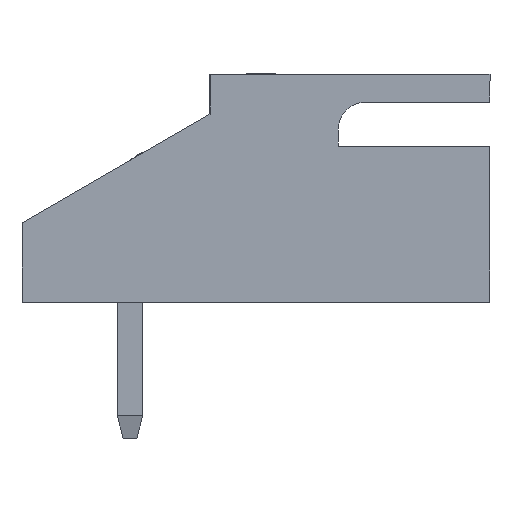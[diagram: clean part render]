
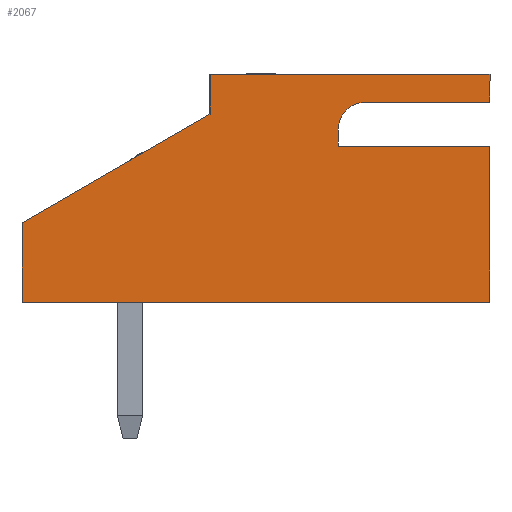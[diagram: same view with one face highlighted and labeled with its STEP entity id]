
A CAD part, left-side view. The second image highlights one B-rep face of the part: STEP entity #2067.
In plain terms, the highlighted planar face has unit normal (-1, 0, 0).
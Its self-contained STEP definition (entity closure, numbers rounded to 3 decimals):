
#5 = EDGE_CURVE ( 'NONE', #8648, #8570, #2758, .T. ) ;
#308 = CARTESIAN_POINT ( 'NONE',  ( -5., -3.9, 2.15 ) ) ;
#622 = CARTESIAN_POINT ( 'NONE',  ( -5., -7., -2.85 ) ) ;
#826 = CARTESIAN_POINT ( 'NONE',  ( -5., -7., 2.85 ) ) ;
#884 = VERTEX_POINT ( 'NONE', #11020 ) ;
#904 = CARTESIAN_POINT ( 'NONE',  ( -5., -3.2, 1.05 ) ) ;
#1214 = LINE ( 'NONE', #12252, #9369 ) ;
#1234 = VERTEX_POINT ( 'NONE', #904 ) ;
#1342 = LINE ( 'NONE', #6499, #2643 ) ;
#1472 = VECTOR ( 'NONE', #15612, 1000. ) ;
#1893 = CARTESIAN_POINT ( 'NONE',  ( -5., 0., 1.85 ) ) ;
#2041 = EDGE_CURVE ( 'NONE', #10909, #3038, #3159, .T. ) ;
#2067 = ADVANCED_FACE ( 'NONE', ( #12153 ), #9865, .F. ) ;
#2251 = DIRECTION ( 'NONE',  ( 0., 1., 0. ) ) ;
#2572 = DIRECTION ( 'NONE',  ( 0., -1., 0. ) ) ;
#2574 = CARTESIAN_POINT ( 'NONE',  ( -5., 0., 1.85 ) ) ;
#2626 = ORIENTED_EDGE ( 'NONE', *, *, #9035, .T. ) ;
#2643 = VECTOR ( 'NONE', #2793, 1000. ) ;
#2732 = EDGE_CURVE ( 'NONE', #884, #10909, #9343, .T. ) ;
#2758 = LINE ( 'NONE', #7721, #3497 ) ;
#2793 = DIRECTION ( 'NONE',  ( 0., 0., 1. ) ) ;
#2970 = LINE ( 'NONE', #10497, #3913 ) ;
#3038 = VERTEX_POINT ( 'NONE', #15093 ) ;
#3159 = LINE ( 'NONE', #7277, #3336 ) ;
#3277 = DIRECTION ( 'NONE',  ( 0., -1., 0. ) ) ;
#3336 = VECTOR ( 'NONE', #2251, 1000. ) ;
#3390 = EDGE_LOOP ( 'NONE', ( #6732, #9587, #10915, #6910, #7116, #10967, #13330, #2626, #11491, #6568, #12330 ) ) ;
#3497 = VECTOR ( 'NONE', #12504, 1000. ) ;
#3898 = VERTEX_POINT ( 'NONE', #2574 ) ;
#3913 = VECTOR ( 'NONE', #3277, 1000. ) ;
#4464 = EDGE_CURVE ( 'NONE', #5408, #8570, #5023, .T. ) ;
#4948 = LINE ( 'NONE', #9903, #7278 ) ;
#5023 = LINE ( 'NONE', #10969, #12977 ) ;
#5209 = CARTESIAN_POINT ( 'NONE',  ( -5., -3.2, 1.45 ) ) ;
#5408 = VERTEX_POINT ( 'NONE', #308 ) ;
#5410 = VERTEX_POINT ( 'NONE', #11533 ) ;
#5887 = CARTESIAN_POINT ( 'NONE',  ( -5., -7., 2.85 ) ) ;
#6499 = CARTESIAN_POINT ( 'NONE',  ( -5., -3.2, 2.15 ) ) ;
#6568 = ORIENTED_EDGE ( 'NONE', *, *, #2041, .F. ) ;
#6732 = ORIENTED_EDGE ( 'NONE', *, *, #15672, .F. ) ;
#6910 = ORIENTED_EDGE ( 'NONE', *, *, #4464, .T. ) ;
#6914 = DIRECTION ( 'NONE',  ( 1., 0., 0. ) ) ;
#6929 = CIRCLE ( 'NONE', #15530, 0.7 ) ;
#7116 = ORIENTED_EDGE ( 'NONE', *, *, #5, .F. ) ;
#7277 = CARTESIAN_POINT ( 'NONE',  ( -5., -7., -2.85 ) ) ;
#7278 = VECTOR ( 'NONE', #14895, 1000. ) ;
#7544 = CARTESIAN_POINT ( 'NONE',  ( -5., -7., 2.85 ) ) ;
#7721 = CARTESIAN_POINT ( 'NONE',  ( -5., -7., 2.85 ) ) ;
#8050 = AXIS2_PLACEMENT_3D ( 'NONE', #7544, #12332, #2572 ) ;
#8454 = LINE ( 'NONE', #11013, #11621 ) ;
#8570 = VERTEX_POINT ( 'NONE', #14609 ) ;
#8648 = VERTEX_POINT ( 'NONE', #826 ) ;
#8677 = EDGE_CURVE ( 'NONE', #13802, #5408, #6929, .T. ) ;
#8699 = DIRECTION ( 'NONE',  ( 0., 0., -1. ) ) ;
#8722 = VERTEX_POINT ( 'NONE', #13191 ) ;
#9035 = EDGE_CURVE ( 'NONE', #3898, #5410, #15712, .T. ) ;
#9343 = LINE ( 'NONE', #5887, #1472 ) ;
#9369 = VECTOR ( 'NONE', #8699, 1000. ) ;
#9587 = ORIENTED_EDGE ( 'NONE', *, *, #15869, .T. ) ;
#9865 = PLANE ( 'NONE',  #8050 ) ;
#9903 = CARTESIAN_POINT ( 'NONE',  ( -5., 0., 2.85 ) ) ;
#9972 = DIRECTION ( 'NONE',  ( 0., -1., 0. ) ) ;
#10154 = EDGE_CURVE ( 'NONE', #8648, #8722, #8454, .T. ) ;
#10497 = CARTESIAN_POINT ( 'NONE',  ( -5., -3.2, 1.05 ) ) ;
#10909 = VERTEX_POINT ( 'NONE', #622 ) ;
#10915 = ORIENTED_EDGE ( 'NONE', *, *, #8677, .T. ) ;
#10967 = ORIENTED_EDGE ( 'NONE', *, *, #10154, .T. ) ;
#10969 = CARTESIAN_POINT ( 'NONE',  ( -5., -3.2, 2.15 ) ) ;
#11013 = CARTESIAN_POINT ( 'NONE',  ( -5., -7., 2.85 ) ) ;
#11020 = CARTESIAN_POINT ( 'NONE',  ( -5., -7., 1.05 ) ) ;
#11354 = VECTOR ( 'NONE', #12870, 1000. ) ;
#11491 = ORIENTED_EDGE ( 'NONE', *, *, #14627, .T. ) ;
#11533 = CARTESIAN_POINT ( 'NONE',  ( -5., 4.7, -0.864 ) ) ;
#11621 = VECTOR ( 'NONE', #16019, 1000. ) ;
#12153 = FACE_OUTER_BOUND ( 'NONE', #3390, .T. ) ;
#12252 = CARTESIAN_POINT ( 'NONE',  ( -5., 4.7, -0.864 ) ) ;
#12330 = ORIENTED_EDGE ( 'NONE', *, *, #2732, .F. ) ;
#12332 = DIRECTION ( 'NONE',  ( 1., 0., 0. ) ) ;
#12504 = DIRECTION ( 'NONE',  ( 0., 0., -1. ) ) ;
#12870 = DIRECTION ( 'NONE',  ( 0., 0.866, -0.5 ) ) ;
#12977 = VECTOR ( 'NONE', #9972, 1000. ) ;
#13191 = CARTESIAN_POINT ( 'NONE',  ( -5., 0., 2.85 ) ) ;
#13330 = ORIENTED_EDGE ( 'NONE', *, *, #14436, .T. ) ;
#13802 = VERTEX_POINT ( 'NONE', #5209 ) ;
#14262 = DIRECTION ( 'NONE',  ( 0., -1., 0. ) ) ;
#14436 = EDGE_CURVE ( 'NONE', #8722, #3898, #4948, .T. ) ;
#14609 = CARTESIAN_POINT ( 'NONE',  ( -5., -7., 2.15 ) ) ;
#14627 = EDGE_CURVE ( 'NONE', #5410, #3038, #1214, .T. ) ;
#14895 = DIRECTION ( 'NONE',  ( 0., 0., -1. ) ) ;
#15093 = CARTESIAN_POINT ( 'NONE',  ( -5., 4.7, -2.85 ) ) ;
#15488 = CARTESIAN_POINT ( 'NONE',  ( -5., -3.9, 1.45 ) ) ;
#15530 = AXIS2_PLACEMENT_3D ( 'NONE', #15488, #6914, #14262 ) ;
#15612 = DIRECTION ( 'NONE',  ( 0., 0., -1. ) ) ;
#15672 = EDGE_CURVE ( 'NONE', #1234, #884, #2970, .T. ) ;
#15712 = LINE ( 'NONE', #1893, #11354 ) ;
#15869 = EDGE_CURVE ( 'NONE', #1234, #13802, #1342, .T. ) ;
#16019 = DIRECTION ( 'NONE',  ( 0., 1., 0. ) ) ;
